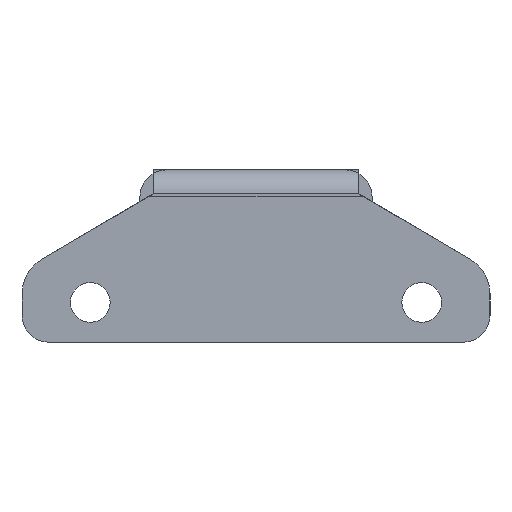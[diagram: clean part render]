
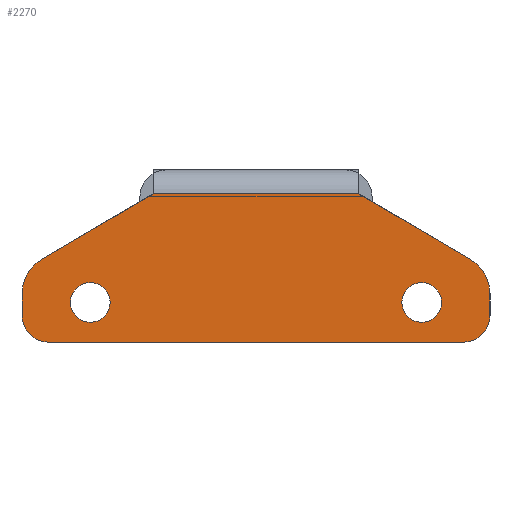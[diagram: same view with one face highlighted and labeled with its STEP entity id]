
A CAD part, left-side view. The second image highlights one B-rep face of the part: STEP entity #2270.
In plain terms, the highlighted planar face has unit normal (-1, 0, 0).
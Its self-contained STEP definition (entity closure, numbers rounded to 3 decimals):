
#81 = ORIENTED_EDGE ( 'NONE', *, *, #5604, .T. ) ;
#103 = DIRECTION ( 'NONE',  ( 0., 0., 1. ) ) ;
#105 = DIRECTION ( 'NONE',  ( -1., 0., 0. ) ) ;
#167 = CARTESIAN_POINT ( 'NONE',  ( -399.5, -35.3, -22. ) ) ;
#192 = ORIENTED_EDGE ( 'NONE', *, *, #470, .T. ) ;
#201 = DIRECTION ( 'NONE',  ( 0., -0.862, -0.508 ) ) ;
#202 = ORIENTED_EDGE ( 'NONE', *, *, #247, .T. ) ;
#233 = VERTEX_POINT ( 'NONE', #3484 ) ;
#247 = EDGE_CURVE ( 'NONE', #1042, #3699, #341, .T. ) ;
#335 = CIRCLE ( 'NONE', #1198, 3. ) ;
#341 = LINE ( 'NONE', #917, #2676 ) ;
#343 = CARTESIAN_POINT ( 'NONE',  ( -399.5, -25., -20. ) ) ;
#398 = ORIENTED_EDGE ( 'NONE', *, *, #3057, .T. ) ;
#413 = DIRECTION ( 'NONE',  ( -1., 0., 0. ) ) ;
#470 = EDGE_CURVE ( 'NONE', #233, #6249, #3631, .T. ) ;
#480 = ORIENTED_EDGE ( 'NONE', *, *, #1002, .F. ) ;
#482 = CARTESIAN_POINT ( 'NONE',  ( -399.5, 35.3, -18.692 ) ) ;
#524 = AXIS2_PLACEMENT_3D ( 'NONE', #5743, #4544, #4112 ) ;
#578 = VECTOR ( 'NONE', #5525, 1000. ) ;
#740 = VECTOR ( 'NONE', #2960, 1000. ) ;
#766 = VERTEX_POINT ( 'NONE', #4684 ) ;
#867 = CARTESIAN_POINT ( 'NONE',  ( -399.5, -15.5, -3.6 ) ) ;
#870 = VERTEX_POINT ( 'NONE', #3298 ) ;
#917 = CARTESIAN_POINT ( 'NONE',  ( -399.5, 35.3, -26. ) ) ;
#996 = DIRECTION ( 'NONE',  ( 0., 0., 1. ) ) ;
#1002 = EDGE_CURVE ( 'NONE', #1135, #1058, #6358, .T. ) ;
#1008 = ORIENTED_EDGE ( 'NONE', *, *, #4264, .T. ) ;
#1036 = DIRECTION ( 'NONE',  ( -1., 0., 0. ) ) ;
#1042 = VERTEX_POINT ( 'NONE', #482 ) ;
#1058 = VERTEX_POINT ( 'NONE', #5050 ) ;
#1096 = AXIS2_PLACEMENT_3D ( 'NONE', #4731, #105, #5789 ) ;
#1135 = VERTEX_POINT ( 'NONE', #4399 ) ;
#1198 = AXIS2_PLACEMENT_3D ( 'NONE', #4060, #2536, #6136 ) ;
#1210 = DIRECTION ( 'NONE',  ( -1., 0., 0. ) ) ;
#1236 = ORIENTED_EDGE ( 'NONE', *, *, #2261, .F. ) ;
#1370 = EDGE_CURVE ( 'NONE', #766, #870, #4979, .T. ) ;
#1451 = VERTEX_POINT ( 'NONE', #5655 ) ;
#1707 = EDGE_CURVE ( 'NONE', #3025, #4052, #2422, .T. ) ;
#1790 = LINE ( 'NONE', #2294, #4577 ) ;
#1938 = AXIS2_PLACEMENT_3D ( 'NONE', #343, #2399, #5039 ) ;
#1940 = EDGE_CURVE ( 'NONE', #3699, #870, #4616, .T. ) ;
#2055 = VERTEX_POINT ( 'NONE', #867 ) ;
#2080 = EDGE_CURVE ( 'NONE', #2055, #3025, #2929, .T. ) ;
#2243 = CARTESIAN_POINT ( 'NONE',  ( -399.5, 31.3, -22. ) ) ;
#2261 = EDGE_CURVE ( 'NONE', #1058, #1135, #2576, .T. ) ;
#2270 = ADVANCED_FACE ( 'NONE', ( #4078, #5229, #6187 ), #6153, .T. ) ;
#2294 = CARTESIAN_POINT ( 'NONE',  ( -399.5, -2.418, 4.106 ) ) ;
#2389 = CIRCLE ( 'NONE', #1096, 6. ) ;
#2399 = DIRECTION ( 'NONE',  ( 1., 0., 0. ) ) ;
#2422 = LINE ( 'NONE', #2456, #5274 ) ;
#2429 = CARTESIAN_POINT ( 'NONE',  ( -399.5, 17.5, -26. ) ) ;
#2450 = EDGE_LOOP ( 'NONE', ( #480, #1236 ) ) ;
#2456 = CARTESIAN_POINT ( 'NONE',  ( -399.5, 2.418, 4.106 ) ) ;
#2536 = DIRECTION ( 'NONE',  ( 1., 0., 0. ) ) ;
#2576 = CIRCLE ( 'NONE', #524, 3. ) ;
#2676 = VECTOR ( 'NONE', #5998, 1000. ) ;
#2680 = AXIS2_PLACEMENT_3D ( 'NONE', #2243, #1210, #4752 ) ;
#2840 = DIRECTION ( 'NONE',  ( 0., 0., 1. ) ) ;
#2929 = LINE ( 'NONE', #5436, #740 ) ;
#2960 = DIRECTION ( 'NONE',  ( 0., 1., 0. ) ) ;
#3011 = DIRECTION ( 'NONE',  ( 0., 1., 0. ) ) ;
#3018 = ORIENTED_EDGE ( 'NONE', *, *, #4421, .T. ) ;
#3025 = VERTEX_POINT ( 'NONE', #3956 ) ;
#3057 = EDGE_CURVE ( 'NONE', #5763, #1451, #5292, .T. ) ;
#3160 = EDGE_CURVE ( 'NONE', #766, #4558, #3890, .T. ) ;
#3240 = CARTESIAN_POINT ( 'NONE',  ( -399.5, -32.345, -13.523 ) ) ;
#3298 = CARTESIAN_POINT ( 'NONE',  ( -399.5, 31.3, -26. ) ) ;
#3334 = CARTESIAN_POINT ( 'NONE',  ( -399.5, 25., -20. ) ) ;
#3484 = CARTESIAN_POINT ( 'NONE',  ( -399.5, -35.3, -18.692 ) ) ;
#3531 = VECTOR ( 'NONE', #3011, 1000. ) ;
#3631 = CIRCLE ( 'NONE', #5818, 6. ) ;
#3662 = CARTESIAN_POINT ( 'NONE',  ( -399.5, 32.345, -13.523 ) ) ;
#3699 = VERTEX_POINT ( 'NONE', #6556 ) ;
#3890 = CIRCLE ( 'NONE', #5834, 4. ) ;
#3940 = ORIENTED_EDGE ( 'NONE', *, *, #1707, .T. ) ;
#3956 = CARTESIAN_POINT ( 'NONE',  ( -399.5, 15.5, -3.6 ) ) ;
#4052 = VERTEX_POINT ( 'NONE', #3662 ) ;
#4060 = CARTESIAN_POINT ( 'NONE',  ( -399.5, -25., -20. ) ) ;
#4078 = FACE_BOUND ( 'NONE', #4887, .T. ) ;
#4112 = DIRECTION ( 'NONE',  ( 0., 0., 1. ) ) ;
#4224 = CARTESIAN_POINT ( 'NONE',  ( -399.5, -29.3, -18.692 ) ) ;
#4264 = EDGE_CURVE ( 'NONE', #1451, #5763, #335, .T. ) ;
#4399 = CARTESIAN_POINT ( 'NONE',  ( -399.5, 25., -17. ) ) ;
#4421 = EDGE_CURVE ( 'NONE', #4052, #1042, #2389, .T. ) ;
#4484 = DIRECTION ( 'NONE',  ( 0., 0.862, -0.508 ) ) ;
#4528 = CARTESIAN_POINT ( 'NONE',  ( -399.5, -35.3, -26. ) ) ;
#4544 = DIRECTION ( 'NONE',  ( -1., 0., 0. ) ) ;
#4558 = VERTEX_POINT ( 'NONE', #167 ) ;
#4577 = VECTOR ( 'NONE', #201, 1000. ) ;
#4616 = CIRCLE ( 'NONE', #2680, 4. ) ;
#4626 = CARTESIAN_POINT ( 'NONE',  ( -399.5, -31.3, -22. ) ) ;
#4632 = EDGE_LOOP ( 'NONE', ( #81, #192, #6199, #5703, #3940, #3018, #202, #5158, #5508, #5192 ) ) ;
#4684 = CARTESIAN_POINT ( 'NONE',  ( -399.5, -31.3, -26. ) ) ;
#4731 = CARTESIAN_POINT ( 'NONE',  ( -399.5, 29.3, -18.692 ) ) ;
#4752 = DIRECTION ( 'NONE',  ( 0., 0., 1. ) ) ;
#4761 = DIRECTION ( 'NONE',  ( -1., 0., 0. ) ) ;
#4887 = EDGE_LOOP ( 'NONE', ( #1008, #398 ) ) ;
#4979 = LINE ( 'NONE', #2429, #3531 ) ;
#5039 = DIRECTION ( 'NONE',  ( 0., 0., 1. ) ) ;
#5050 = CARTESIAN_POINT ( 'NONE',  ( -399.5, 25., -23. ) ) ;
#5158 = ORIENTED_EDGE ( 'NONE', *, *, #1940, .T. ) ;
#5179 = DIRECTION ( 'NONE',  ( -1., 0., 0. ) ) ;
#5192 = ORIENTED_EDGE ( 'NONE', *, *, #3160, .T. ) ;
#5229 = FACE_OUTER_BOUND ( 'NONE', #4632, .T. ) ;
#5274 = VECTOR ( 'NONE', #4484, 1000. ) ;
#5287 = AXIS2_PLACEMENT_3D ( 'NONE', #5671, #1036, #5638 ) ;
#5292 = CIRCLE ( 'NONE', #1938, 3. ) ;
#5317 = CARTESIAN_POINT ( 'NONE',  ( -399.5, -25., -23. ) ) ;
#5436 = CARTESIAN_POINT ( 'NONE',  ( -399.5, -35.3, -3.6 ) ) ;
#5508 = ORIENTED_EDGE ( 'NONE', *, *, #1370, .F. ) ;
#5525 = DIRECTION ( 'NONE',  ( 0., 0., 1. ) ) ;
#5604 = EDGE_CURVE ( 'NONE', #4558, #233, #6684, .T. ) ;
#5638 = DIRECTION ( 'NONE',  ( 0., 0., 1. ) ) ;
#5655 = CARTESIAN_POINT ( 'NONE',  ( -399.5, -25., -17. ) ) ;
#5671 = CARTESIAN_POINT ( 'NONE',  ( -399.5, 0., 0. ) ) ;
#5703 = ORIENTED_EDGE ( 'NONE', *, *, #2080, .T. ) ;
#5743 = CARTESIAN_POINT ( 'NONE',  ( -399.5, 25., -20. ) ) ;
#5763 = VERTEX_POINT ( 'NONE', #5317 ) ;
#5789 = DIRECTION ( 'NONE',  ( 0., 0., 1. ) ) ;
#5818 = AXIS2_PLACEMENT_3D ( 'NONE', #4224, #4761, #2840 ) ;
#5834 = AXIS2_PLACEMENT_3D ( 'NONE', #4626, #5179, #103 ) ;
#5921 = EDGE_CURVE ( 'NONE', #2055, #6249, #1790, .T. ) ;
#5998 = DIRECTION ( 'NONE',  ( 0., 0., -1. ) ) ;
#6136 = DIRECTION ( 'NONE',  ( 0., 0., 1. ) ) ;
#6153 = PLANE ( 'NONE',  #5287 ) ;
#6187 = FACE_BOUND ( 'NONE', #2450, .T. ) ;
#6199 = ORIENTED_EDGE ( 'NONE', *, *, #5921, .F. ) ;
#6249 = VERTEX_POINT ( 'NONE', #3240 ) ;
#6251 = AXIS2_PLACEMENT_3D ( 'NONE', #3334, #413, #996 ) ;
#6358 = CIRCLE ( 'NONE', #6251, 3. ) ;
#6556 = CARTESIAN_POINT ( 'NONE',  ( -399.5, 35.3, -22. ) ) ;
#6684 = LINE ( 'NONE', #4528, #578 ) ;
